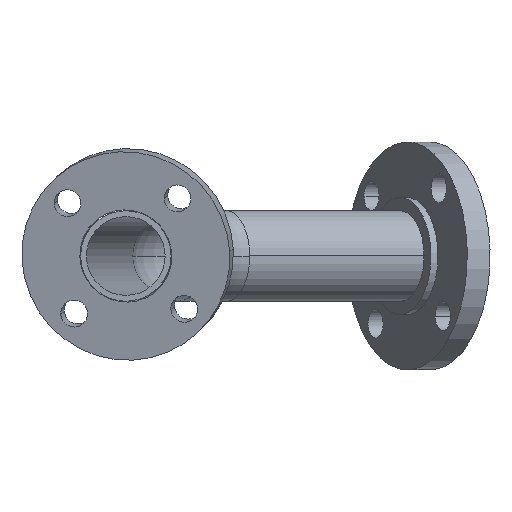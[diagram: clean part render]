
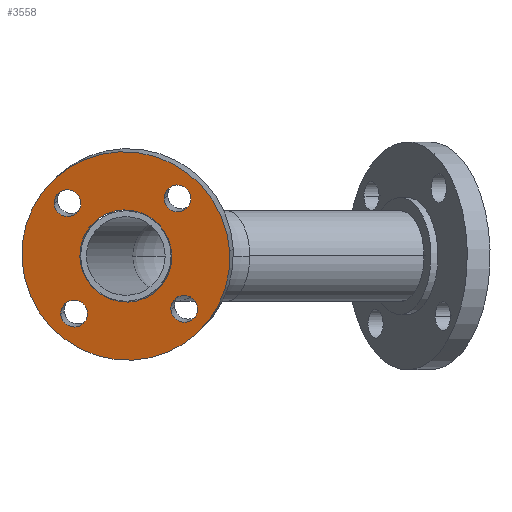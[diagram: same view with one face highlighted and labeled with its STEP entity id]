
A CAD part, left-side view. The second image highlights one B-rep face of the part: STEP entity #3558.
In plain terms, the highlighted face is planar.
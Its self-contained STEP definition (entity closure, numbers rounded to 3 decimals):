
#59 = VERTEX_POINT ( 'NONE', #4971 ) ;
#131 = VERTEX_POINT ( 'NONE', #5810 ) ;
#173 = CIRCLE ( 'NONE', #6261, 9. ) ;
#330 = CARTESIAN_POINT ( 'NONE',  ( 0., -37.123, 37.123 ) ) ;
#368 = EDGE_CURVE ( 'NONE', #6619, #5801, #6120, .T. ) ;
#432 = CARTESIAN_POINT ( 'NONE',  ( 0., -37.123, 28.123 ) ) ;
#505 = CARTESIAN_POINT ( 'NONE',  ( 0., 37.123, 37.123 ) ) ;
#544 = DIRECTION ( 'NONE',  ( 1., 0., 0. ) ) ;
#545 = ORIENTED_EDGE ( 'NONE', *, *, #368, .F. ) ;
#787 = DIRECTION ( 'NONE',  ( 1., 0., 0. ) ) ;
#789 = EDGE_CURVE ( 'NONE', #59, #4663, #4312, .T. ) ;
#877 = CARTESIAN_POINT ( 'NONE',  ( 0., 37.123, -46.123 ) ) ;
#1040 = ORIENTED_EDGE ( 'NONE', *, *, #2297, .F. ) ;
#1092 = ORIENTED_EDGE ( 'NONE', *, *, #789, .F. ) ;
#1123 = ORIENTED_EDGE ( 'NONE', *, *, #4648, .F. ) ;
#1208 = EDGE_LOOP ( 'NONE', ( #2116, #1092 ) ) ;
#1237 = ORIENTED_EDGE ( 'NONE', *, *, #4883, .F. ) ;
#1346 = CARTESIAN_POINT ( 'NONE',  ( 0., 0., 0. ) ) ;
#1474 = VERTEX_POINT ( 'NONE', #5034 ) ;
#1571 = VERTEX_POINT ( 'NONE', #4990 ) ;
#1807 = DIRECTION ( 'NONE',  ( 0., 0., -1. ) ) ;
#1906 = DIRECTION ( 'NONE',  ( 1., 0., 0. ) ) ;
#2043 = CIRCLE ( 'NONE', #4332, 9. ) ;
#2054 = DIRECTION ( 'NONE',  ( 0., 0., -1. ) ) ;
#2116 = ORIENTED_EDGE ( 'NONE', *, *, #5185, .F. ) ;
#2295 = AXIS2_PLACEMENT_3D ( 'NONE', #6067, #544, #6512 ) ;
#2297 = EDGE_CURVE ( 'NONE', #5863, #7295, #4449, .T. ) ;
#2325 = VERTEX_POINT ( 'NONE', #7603 ) ;
#2386 = DIRECTION ( 'NONE',  ( 0., 0., -1. ) ) ;
#2433 = AXIS2_PLACEMENT_3D ( 'NONE', #505, #7219, #3510 ) ;
#2551 = ORIENTED_EDGE ( 'NONE', *, *, #5817, .F. ) ;
#2689 = CARTESIAN_POINT ( 'NONE',  ( 0., 37.123, 46.123 ) ) ;
#2701 = DIRECTION ( 'NONE',  ( 1., 0., 0. ) ) ;
#2751 = DIRECTION ( 'NONE',  ( 0., 0., -1. ) ) ;
#2922 = EDGE_CURVE ( 'NONE', #2325, #6058, #5736, .T. ) ;
#2960 = CARTESIAN_POINT ( 'NONE',  ( 0., -37.123, 37.123 ) ) ;
#3001 = FACE_BOUND ( 'NONE', #3574, .T. ) ;
#3250 = CARTESIAN_POINT ( 'NONE',  ( 0., 0., -30.95 ) ) ;
#3431 = AXIS2_PLACEMENT_3D ( 'NONE', #330, #787, #2054 ) ;
#3462 = EDGE_CURVE ( 'NONE', #5801, #6619, #7394, .T. ) ;
#3510 = DIRECTION ( 'NONE',  ( 0., 0., -1. ) ) ;
#3558 = ADVANCED_FACE ( 'NONE', ( #6046, #3001, #7240, #7837, #5447, #5931 ), #4735, .T. ) ;
#3574 = EDGE_LOOP ( 'NONE', ( #4547, #1123 ) ) ;
#3684 = DIRECTION ( 'NONE',  ( 1., 0., 0. ) ) ;
#3765 = CARTESIAN_POINT ( 'NONE',  ( 0., -37.123, -37.123 ) ) ;
#3812 = AXIS2_PLACEMENT_3D ( 'NONE', #4773, #4695, #7124 ) ;
#3969 = CIRCLE ( 'NONE', #2433, 9. ) ;
#3997 = CARTESIAN_POINT ( 'NONE',  ( 0., 0., 30.95 ) ) ;
#4081 = DIRECTION ( 'NONE',  ( 1., 0., 0. ) ) ;
#4143 = DIRECTION ( 'NONE',  ( 1., 0., 0. ) ) ;
#4172 = EDGE_LOOP ( 'NONE', ( #4819, #7136 ) ) ;
#4204 = AXIS2_PLACEMENT_3D ( 'NONE', #7162, #5333, #1807 ) ;
#4312 = CIRCLE ( 'NONE', #5352, 9. ) ;
#4332 = AXIS2_PLACEMENT_3D ( 'NONE', #3765, #2701, #5303 ) ;
#4370 = DIRECTION ( 'NONE',  ( 0., 0., -1. ) ) ;
#4414 = DIRECTION ( 'NONE',  ( 1., 0., 0. ) ) ;
#4449 = CIRCLE ( 'NONE', #3431, 9. ) ;
#4547 = ORIENTED_EDGE ( 'NONE', *, *, #7085, .F. ) ;
#4613 = CIRCLE ( 'NONE', #5252, 9. ) ;
#4627 = CARTESIAN_POINT ( 'NONE',  ( 0., -37.123, 46.123 ) ) ;
#4648 = EDGE_CURVE ( 'NONE', #131, #1474, #2043, .T. ) ;
#4663 = VERTEX_POINT ( 'NONE', #877 ) ;
#4695 = DIRECTION ( 'NONE',  ( 1., 0., 0. ) ) ;
#4714 = CARTESIAN_POINT ( 'NONE',  ( 0., 0., 0. ) ) ;
#4727 = CARTESIAN_POINT ( 'NONE',  ( 0., 0., -70. ) ) ;
#4735 = PLANE ( 'NONE',  #3812 ) ;
#4773 = CARTESIAN_POINT ( 'NONE',  ( 0., 0., 0. ) ) ;
#4819 = ORIENTED_EDGE ( 'NONE', *, *, #5814, .T. ) ;
#4880 = VERTEX_POINT ( 'NONE', #4727 ) ;
#4883 = EDGE_CURVE ( 'NONE', #7295, #5863, #5618, .T. ) ;
#4971 = CARTESIAN_POINT ( 'NONE',  ( 0., 37.123, -28.123 ) ) ;
#4981 = AXIS2_PLACEMENT_3D ( 'NONE', #6303, #4414, #7625 ) ;
#4990 = CARTESIAN_POINT ( 'NONE',  ( 0., 0., 70. ) ) ;
#5034 = CARTESIAN_POINT ( 'NONE',  ( 0., -37.123, -46.123 ) ) ;
#5185 = EDGE_CURVE ( 'NONE', #4663, #59, #4613, .T. ) ;
#5252 = AXIS2_PLACEMENT_3D ( 'NONE', #7376, #1906, #2751 ) ;
#5303 = DIRECTION ( 'NONE',  ( 0., 0., -1. ) ) ;
#5333 = DIRECTION ( 'NONE',  ( 1., 0., 0. ) ) ;
#5352 = AXIS2_PLACEMENT_3D ( 'NONE', #7775, #7214, #2386 ) ;
#5447 = FACE_BOUND ( 'NONE', #7529, .T. ) ;
#5618 = CIRCLE ( 'NONE', #6510, 9. ) ;
#5736 = CIRCLE ( 'NONE', #2295, 9. ) ;
#5801 = VERTEX_POINT ( 'NONE', #3997 ) ;
#5810 = CARTESIAN_POINT ( 'NONE',  ( 0., -37.123, -28.123 ) ) ;
#5814 = EDGE_CURVE ( 'NONE', #4880, #1571, #7663, .T. ) ;
#5817 = EDGE_CURVE ( 'NONE', #6058, #2325, #3969, .T. ) ;
#5822 = EDGE_LOOP ( 'NONE', ( #1040, #1237 ) ) ;
#5863 = VERTEX_POINT ( 'NONE', #432 ) ;
#5865 = AXIS2_PLACEMENT_3D ( 'NONE', #1346, #3684, #4370 ) ;
#5871 = DIRECTION ( 'NONE',  ( 1., 0., 0. ) ) ;
#5931 = FACE_OUTER_BOUND ( 'NONE', #4172, .T. ) ;
#6046 = FACE_BOUND ( 'NONE', #5822, .T. ) ;
#6058 = VERTEX_POINT ( 'NONE', #2689 ) ;
#6067 = CARTESIAN_POINT ( 'NONE',  ( 0., 37.123, 37.123 ) ) ;
#6068 = ORIENTED_EDGE ( 'NONE', *, *, #3462, .F. ) ;
#6120 = CIRCLE ( 'NONE', #4204, 30.95 ) ;
#6233 = EDGE_LOOP ( 'NONE', ( #545, #6068 ) ) ;
#6261 = AXIS2_PLACEMENT_3D ( 'NONE', #7297, #4143, #6585 ) ;
#6303 = CARTESIAN_POINT ( 'NONE',  ( 0., 0., 0. ) ) ;
#6343 = EDGE_CURVE ( 'NONE', #1571, #4880, #6647, .T. ) ;
#6370 = ORIENTED_EDGE ( 'NONE', *, *, #2922, .F. ) ;
#6510 = AXIS2_PLACEMENT_3D ( 'NONE', #2960, #4081, #6522 ) ;
#6512 = DIRECTION ( 'NONE',  ( 0., 0., -1. ) ) ;
#6517 = AXIS2_PLACEMENT_3D ( 'NONE', #4714, #5871, #6551 ) ;
#6522 = DIRECTION ( 'NONE',  ( 0., 0., -1. ) ) ;
#6551 = DIRECTION ( 'NONE',  ( 0., 0., -1. ) ) ;
#6585 = DIRECTION ( 'NONE',  ( 0., 0., -1. ) ) ;
#6619 = VERTEX_POINT ( 'NONE', #3250 ) ;
#6647 = CIRCLE ( 'NONE', #4981, 70. ) ;
#7085 = EDGE_CURVE ( 'NONE', #1474, #131, #173, .T. ) ;
#7124 = DIRECTION ( 'NONE',  ( 0., 0., -1. ) ) ;
#7136 = ORIENTED_EDGE ( 'NONE', *, *, #6343, .T. ) ;
#7162 = CARTESIAN_POINT ( 'NONE',  ( 0., 0., 0. ) ) ;
#7214 = DIRECTION ( 'NONE',  ( 1., 0., 0. ) ) ;
#7219 = DIRECTION ( 'NONE',  ( 1., 0., 0. ) ) ;
#7240 = FACE_BOUND ( 'NONE', #1208, .T. ) ;
#7295 = VERTEX_POINT ( 'NONE', #4627 ) ;
#7297 = CARTESIAN_POINT ( 'NONE',  ( 0., -37.123, -37.123 ) ) ;
#7376 = CARTESIAN_POINT ( 'NONE',  ( 0., 37.123, -37.123 ) ) ;
#7394 = CIRCLE ( 'NONE', #5865, 30.95 ) ;
#7529 = EDGE_LOOP ( 'NONE', ( #6370, #2551 ) ) ;
#7603 = CARTESIAN_POINT ( 'NONE',  ( 0., 37.123, 28.123 ) ) ;
#7625 = DIRECTION ( 'NONE',  ( 0., 0., -1. ) ) ;
#7663 = CIRCLE ( 'NONE', #6517, 70. ) ;
#7775 = CARTESIAN_POINT ( 'NONE',  ( 0., 37.123, -37.123 ) ) ;
#7837 = FACE_BOUND ( 'NONE', #6233, .T. ) ;
